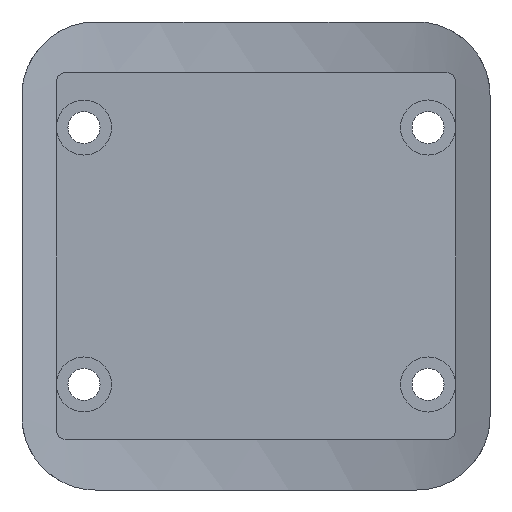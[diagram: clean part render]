
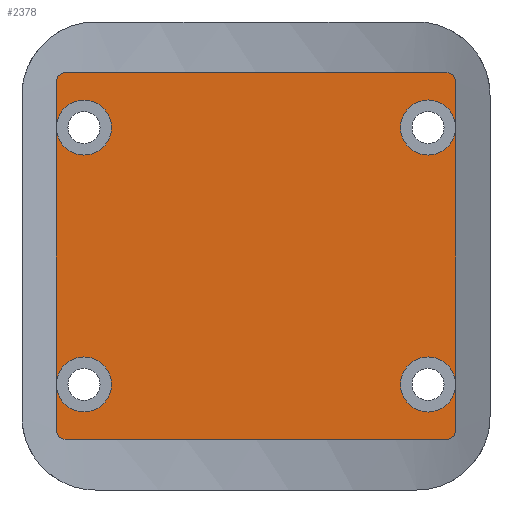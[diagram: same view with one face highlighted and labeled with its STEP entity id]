
A CAD part, front view. The second image highlights one B-rep face of the part: STEP entity #2378.
In plain terms, the highlighted planar face has unit normal (0, -1, 0).
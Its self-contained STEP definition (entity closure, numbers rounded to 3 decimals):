
#8 = VERTEX_POINT ( 'NONE', #2222 ) ;
#47 = DIRECTION ( 'NONE',  ( -1., 0., 0. ) ) ;
#76 = CARTESIAN_POINT ( 'NONE',  ( 44.25, 2., -36.5 ) ) ;
#84 = ORIENTED_EDGE ( 'NONE', *, *, #2489, .T. ) ;
#96 = CARTESIAN_POINT ( 'NONE',  ( 51., 2., -45.5 ) ) ;
#100 = VECTOR ( 'NONE', #940, 1000. ) ;
#112 = CARTESIAN_POINT ( 'NONE',  ( 0.401, 2., -45.5 ) ) ;
#139 = VERTEX_POINT ( 'NONE', #76 ) ;
#175 = VECTOR ( 'NONE', #1390, 1000. ) ;
#230 = CIRCLE ( 'NONE', #2153, 3. ) ;
#249 = CARTESIAN_POINT ( 'NONE',  ( 51., 2., -5.5 ) ) ;
#263 = VECTOR ( 'NONE', #954, 1000. ) ;
#279 = EDGE_CURVE ( 'NONE', #465, #1862, #518, .T. ) ;
#303 = CARTESIAN_POINT ( 'NONE',  ( 50.599, 2., -45.5 ) ) ;
#320 = FACE_BOUND ( 'NONE', #1669, .T. ) ;
#371 = EDGE_CURVE ( 'NONE', #139, #2498, #1607, .T. ) ;
#385 = DIRECTION ( 'NONE',  ( 0., 0., 1. ) ) ;
#386 = EDGE_LOOP ( 'NONE', ( #1909, #2131 ) ) ;
#393 = ORIENTED_EDGE ( 'NONE', *, *, #1872, .F. ) ;
#417 = DIRECTION ( 'NONE',  ( 0., 0., 1. ) ) ;
#426 = DIRECTION ( 'NONE',  ( 0., 0., 1. ) ) ;
#428 = CARTESIAN_POINT ( 'NONE',  ( 0., 2., -45.5 ) ) ;
#465 = VERTEX_POINT ( 'NONE', #303 ) ;
#472 = FACE_OUTER_BOUND ( 'NONE', #1775, .T. ) ;
#480 = CARTESIAN_POINT ( 'NONE',  ( 44.25, 2., -42.5 ) ) ;
#482 = CARTESIAN_POINT ( 'NONE',  ( 44.25, 2., -39.5 ) ) ;
#483 = DIRECTION ( 'NONE',  ( 0., 0., 1. ) ) ;
#517 = CARTESIAN_POINT ( 'NONE',  ( 8., 2., -8. ) ) ;
#518 = CIRCLE ( 'NONE', #2350, 8. ) ;
#523 = CIRCLE ( 'NONE', #2086, 3. ) ;
#534 = ORIENTED_EDGE ( 'NONE', *, *, #1546, .F. ) ;
#554 = CARTESIAN_POINT ( 'NONE',  ( 0.401, 2., -5.5 ) ) ;
#578 = EDGE_LOOP ( 'NONE', ( #853, #2011 ) ) ;
#581 = DIRECTION ( 'NONE',  ( 0., 0., 1. ) ) ;
#634 = DIRECTION ( 'NONE',  ( 0., 0., 1. ) ) ;
#638 = CARTESIAN_POINT ( 'NONE',  ( 44.25, 2., -39.5 ) ) ;
#640 = DIRECTION ( 'NONE',  ( 0., 0., 1. ) ) ;
#646 = CARTESIAN_POINT ( 'NONE',  ( 6.75, 2., -11.5 ) ) ;
#651 = ORIENTED_EDGE ( 'NONE', *, *, #2408, .T. ) ;
#652 = CARTESIAN_POINT ( 'NONE',  ( 6.75, 2., -39.5 ) ) ;
#660 = VERTEX_POINT ( 'NONE', #1631 ) ;
#689 = VERTEX_POINT ( 'NONE', #2161 ) ;
#697 = CARTESIAN_POINT ( 'NONE',  ( 51., 2., -45.5 ) ) ;
#709 = FACE_BOUND ( 'NONE', #578, .T. ) ;
#726 = CIRCLE ( 'NONE', #1443, 3. ) ;
#747 = LINE ( 'NONE', #428, #263 ) ;
#750 = EDGE_CURVE ( 'NONE', #1621, #2666, #523, .T. ) ;
#754 = AXIS2_PLACEMENT_3D ( 'NONE', #482, #1879, #807 ) ;
#770 = CARTESIAN_POINT ( 'NONE',  ( 44.25, 2., -8.5 ) ) ;
#807 = DIRECTION ( 'NONE',  ( 0., 0., 1. ) ) ;
#809 = CIRCLE ( 'NONE', #2100, 3. ) ;
#842 = CIRCLE ( 'NONE', #1783, 3. ) ;
#853 = ORIENTED_EDGE ( 'NONE', *, *, #1108, .F. ) ;
#901 = DIRECTION ( 'NONE',  ( 0., -1., 0. ) ) ;
#940 = DIRECTION ( 'NONE',  ( 0., 0., -1. ) ) ;
#954 = DIRECTION ( 'NONE',  ( 0., 0., -1. ) ) ;
#975 = DIRECTION ( 'NONE',  ( 0., 0., 1. ) ) ;
#1001 = EDGE_CURVE ( 'NONE', #660, #8, #2247, .T. ) ;
#1011 = CARTESIAN_POINT ( 'NONE',  ( 44.25, 2., -11.5 ) ) ;
#1102 = CARTESIAN_POINT ( 'NONE',  ( 44.25, 2., -14.5 ) ) ;
#1105 = CIRCLE ( 'NONE', #1824, 8. ) ;
#1108 = EDGE_CURVE ( 'NONE', #1942, #1808, #726, .T. ) ;
#1171 = DIRECTION ( 'NONE',  ( 0., 0., 1. ) ) ;
#1177 = EDGE_CURVE ( 'NONE', #1454, #2653, #2167, .T. ) ;
#1210 = CARTESIAN_POINT ( 'NONE',  ( 51., 2., -43. ) ) ;
#1298 = EDGE_CURVE ( 'NONE', #2107, #1862, #2013, .T. ) ;
#1306 = DIRECTION ( 'NONE',  ( 0., 0., 1. ) ) ;
#1324 = CARTESIAN_POINT ( 'NONE',  ( 44.25, 2., -11.5 ) ) ;
#1332 = AXIS2_PLACEMENT_3D ( 'NONE', #2001, #1788, #2015 ) ;
#1353 = EDGE_CURVE ( 'NONE', #1808, #1942, #809, .T. ) ;
#1359 = ORIENTED_EDGE ( 'NONE', *, *, #1298, .F. ) ;
#1390 = DIRECTION ( 'NONE',  ( -1., 0., 0. ) ) ;
#1425 = AXIS2_PLACEMENT_3D ( 'NONE', #697, #2437, #1171 ) ;
#1429 = EDGE_LOOP ( 'NONE', ( #393, #2043 ) ) ;
#1435 = CARTESIAN_POINT ( 'NONE',  ( 6.75, 2., -42.5 ) ) ;
#1443 = AXIS2_PLACEMENT_3D ( 'NONE', #1324, #901, #483 ) ;
#1454 = VERTEX_POINT ( 'NONE', #1873 ) ;
#1489 = DIRECTION ( 'NONE',  ( 0., -1., 0. ) ) ;
#1490 = ORIENTED_EDGE ( 'NONE', *, *, #1177, .T. ) ;
#1542 = FACE_BOUND ( 'NONE', #386, .T. ) ;
#1546 = EDGE_CURVE ( 'NONE', #8, #660, #842, .T. ) ;
#1549 = CARTESIAN_POINT ( 'NONE',  ( 6.75, 2., -11.5 ) ) ;
#1561 = AXIS2_PLACEMENT_3D ( 'NONE', #2275, #2352, #634 ) ;
#1602 = CIRCLE ( 'NONE', #1332, 8. ) ;
#1607 = CIRCLE ( 'NONE', #754, 3. ) ;
#1621 = VERTEX_POINT ( 'NONE', #2443 ) ;
#1631 = CARTESIAN_POINT ( 'NONE',  ( 6.75, 2., -8.5 ) ) ;
#1663 = DIRECTION ( 'NONE',  ( 0., -1., 0. ) ) ;
#1669 = EDGE_LOOP ( 'NONE', ( #534, #1885 ) ) ;
#1678 = EDGE_CURVE ( 'NONE', #465, #2056, #2009, .T. ) ;
#1691 = DIRECTION ( 'NONE',  ( 0., -1., 0. ) ) ;
#1699 = ORIENTED_EDGE ( 'NONE', *, *, #2346, .T. ) ;
#1775 = EDGE_LOOP ( 'NONE', ( #1998, #1359, #1699, #1490, #651, #84, #1954, #1977 ) ) ;
#1783 = AXIS2_PLACEMENT_3D ( 'NONE', #1549, #2393, #426 ) ;
#1788 = DIRECTION ( 'NONE',  ( 0., -1., 0. ) ) ;
#1807 = CARTESIAN_POINT ( 'NONE',  ( 51., 2., -8. ) ) ;
#1808 = VERTEX_POINT ( 'NONE', #770 ) ;
#1824 = AXIS2_PLACEMENT_3D ( 'NONE', #517, #2388, #2413 ) ;
#1862 = VERTEX_POINT ( 'NONE', #1210 ) ;
#1872 = EDGE_CURVE ( 'NONE', #2666, #1621, #2110, .T. ) ;
#1873 = CARTESIAN_POINT ( 'NONE',  ( 50.599, 2., -5.5 ) ) ;
#1879 = DIRECTION ( 'NONE',  ( 0., -1., 0. ) ) ;
#1885 = ORIENTED_EDGE ( 'NONE', *, *, #1001, .F. ) ;
#1909 = ORIENTED_EDGE ( 'NONE', *, *, #1989, .F. ) ;
#1927 = DIRECTION ( 'NONE',  ( 0., -1., 0. ) ) ;
#1942 = VERTEX_POINT ( 'NONE', #1102 ) ;
#1954 = ORIENTED_EDGE ( 'NONE', *, *, #2238, .T. ) ;
#1977 = ORIENTED_EDGE ( 'NONE', *, *, #1678, .F. ) ;
#1989 = EDGE_CURVE ( 'NONE', #2498, #139, #230, .T. ) ;
#1998 = ORIENTED_EDGE ( 'NONE', *, *, #279, .T. ) ;
#2001 = CARTESIAN_POINT ( 'NONE',  ( 43., 2., -8. ) ) ;
#2009 = LINE ( 'NONE', #2458, #175 ) ;
#2011 = ORIENTED_EDGE ( 'NONE', *, *, #1353, .F. ) ;
#2013 = LINE ( 'NONE', #96, #100 ) ;
#2015 = DIRECTION ( 'NONE',  ( 0., 0., 1. ) ) ;
#2043 = ORIENTED_EDGE ( 'NONE', *, *, #750, .F. ) ;
#2056 = VERTEX_POINT ( 'NONE', #112 ) ;
#2086 = AXIS2_PLACEMENT_3D ( 'NONE', #652, #1927, #640 ) ;
#2100 = AXIS2_PLACEMENT_3D ( 'NONE', #1011, #2282, #581 ) ;
#2107 = VERTEX_POINT ( 'NONE', #1807 ) ;
#2110 = CIRCLE ( 'NONE', #2675, 3. ) ;
#2131 = ORIENTED_EDGE ( 'NONE', *, *, #371, .F. ) ;
#2153 = AXIS2_PLACEMENT_3D ( 'NONE', #638, #1489, #1306 ) ;
#2161 = CARTESIAN_POINT ( 'NONE',  ( 0., 2., -43. ) ) ;
#2167 = LINE ( 'NONE', #249, #2290 ) ;
#2222 = CARTESIAN_POINT ( 'NONE',  ( 6.75, 2., -14.5 ) ) ;
#2238 = EDGE_CURVE ( 'NONE', #689, #2056, #2401, .T. ) ;
#2247 = CIRCLE ( 'NONE', #2464, 3. ) ;
#2275 = CARTESIAN_POINT ( 'NONE',  ( 8., 2., -43. ) ) ;
#2282 = DIRECTION ( 'NONE',  ( 0., -1., 0. ) ) ;
#2290 = VECTOR ( 'NONE', #47, 1000. ) ;
#2307 = CARTESIAN_POINT ( 'NONE',  ( 6.75, 2., -39.5 ) ) ;
#2346 = EDGE_CURVE ( 'NONE', #2107, #1454, #1602, .T. ) ;
#2350 = AXIS2_PLACEMENT_3D ( 'NONE', #2719, #1691, #385 ) ;
#2352 = DIRECTION ( 'NONE',  ( 0., -1., 0. ) ) ;
#2378 = ADVANCED_FACE ( 'NONE', ( #472, #709, #2426, #1542, #320 ), #2399, .F. ) ;
#2388 = DIRECTION ( 'NONE',  ( 0., -1., 0. ) ) ;
#2393 = DIRECTION ( 'NONE',  ( 0., -1., 0. ) ) ;
#2399 = PLANE ( 'NONE',  #1425 ) ;
#2401 = CIRCLE ( 'NONE', #1561, 8. ) ;
#2408 = EDGE_CURVE ( 'NONE', #2653, #2720, #1105, .T. ) ;
#2413 = DIRECTION ( 'NONE',  ( 0., 0., 1. ) ) ;
#2426 = FACE_BOUND ( 'NONE', #1429, .T. ) ;
#2437 = DIRECTION ( 'NONE',  ( 0., 1., 0. ) ) ;
#2443 = CARTESIAN_POINT ( 'NONE',  ( 6.75, 2., -36.5 ) ) ;
#2458 = CARTESIAN_POINT ( 'NONE',  ( 51., 2., -45.5 ) ) ;
#2464 = AXIS2_PLACEMENT_3D ( 'NONE', #646, #1663, #417 ) ;
#2489 = EDGE_CURVE ( 'NONE', #2720, #689, #747, .T. ) ;
#2498 = VERTEX_POINT ( 'NONE', #480 ) ;
#2653 = VERTEX_POINT ( 'NONE', #554 ) ;
#2666 = VERTEX_POINT ( 'NONE', #1435 ) ;
#2675 = AXIS2_PLACEMENT_3D ( 'NONE', #2307, #2738, #975 ) ;
#2700 = CARTESIAN_POINT ( 'NONE',  ( 0., 2., -8. ) ) ;
#2719 = CARTESIAN_POINT ( 'NONE',  ( 43., 2., -43. ) ) ;
#2720 = VERTEX_POINT ( 'NONE', #2700 ) ;
#2738 = DIRECTION ( 'NONE',  ( 0., -1., 0. ) ) ;
